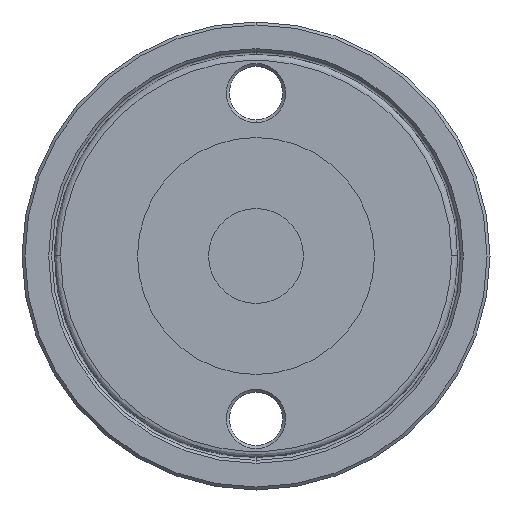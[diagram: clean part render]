
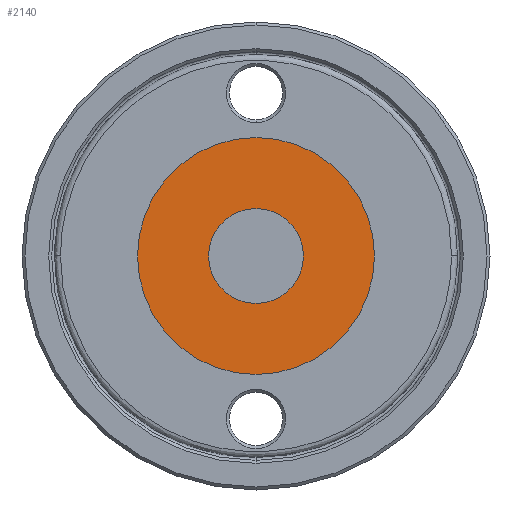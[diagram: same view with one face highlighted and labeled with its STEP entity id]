
A CAD part, front view. The second image highlights one B-rep face of the part: STEP entity #2140.
In plain terms, the highlighted face is planar.
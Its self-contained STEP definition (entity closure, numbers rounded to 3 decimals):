
#156 = CARTESIAN_POINT ( 'NONE',  ( 0., -0.4, 0. ) ) ;
#316 = CIRCLE ( 'NONE', #2898, 8. ) ;
#652 = DIRECTION ( 'NONE',  ( -1., 0., 0. ) ) ;
#889 = CIRCLE ( 'NONE', #2284, 20. ) ;
#903 = EDGE_LOOP ( 'NONE', ( #3356, #5719 ) ) ;
#1159 = CIRCLE ( 'NONE', #4562, 8. ) ;
#1294 = CARTESIAN_POINT ( 'NONE',  ( 0., -0.4, 0. ) ) ;
#1479 = DIRECTION ( 'NONE',  ( 0., 1., 0. ) ) ;
#1484 = DIRECTION ( 'NONE',  ( 0., 1., 0. ) ) ;
#1766 = DIRECTION ( 'NONE',  ( -1., 0., 0. ) ) ;
#2037 = AXIS2_PLACEMENT_3D ( 'NONE', #4363, #1479, #4833 ) ;
#2140 = ADVANCED_FACE ( 'NONE', ( #4809, #6020 ), #5268, .T. ) ;
#2183 = CARTESIAN_POINT ( 'NONE',  ( 0., -0.4, 0. ) ) ;
#2284 = AXIS2_PLACEMENT_3D ( 'NONE', #4366, #1484, #4837 ) ;
#2655 = DIRECTION ( 'NONE',  ( -1., 0., 0. ) ) ;
#2767 = CARTESIAN_POINT ( 'NONE',  ( -20., -0.4, 0. ) ) ;
#2898 = AXIS2_PLACEMENT_3D ( 'NONE', #1294, #4641, #1766 ) ;
#2952 = VERTEX_POINT ( 'NONE', #4972 ) ;
#3355 = EDGE_CURVE ( 'NONE', #4212, #5150, #5772, .T. ) ;
#3356 = ORIENTED_EDGE ( 'NONE', *, *, #3355, .T. ) ;
#3420 = ORIENTED_EDGE ( 'NONE', *, *, #4385, .T. ) ;
#3532 = DIRECTION ( 'NONE',  ( 0., -1., 0. ) ) ;
#3886 = EDGE_CURVE ( 'NONE', #2952, #6153, #1159, .T. ) ;
#4212 = VERTEX_POINT ( 'NONE', #2767 ) ;
#4292 = CARTESIAN_POINT ( 'NONE',  ( 20., -0.4, 0. ) ) ;
#4363 = CARTESIAN_POINT ( 'NONE',  ( -8., -0.4, 0. ) ) ;
#4366 = CARTESIAN_POINT ( 'NONE',  ( 0., -0.4, 0. ) ) ;
#4385 = EDGE_CURVE ( 'NONE', #6153, #2952, #316, .T. ) ;
#4562 = AXIS2_PLACEMENT_3D ( 'NONE', #156, #3532, #652 ) ;
#4641 = DIRECTION ( 'NONE',  ( 0., -1., 0. ) ) ;
#4804 = ORIENTED_EDGE ( 'NONE', *, *, #3886, .T. ) ;
#4809 = FACE_BOUND ( 'NONE', #5396, .T. ) ;
#4833 = DIRECTION ( 'NONE',  ( -1., 0., 0. ) ) ;
#4837 = DIRECTION ( 'NONE',  ( -1., 0., 0. ) ) ;
#4972 = CARTESIAN_POINT ( 'NONE',  ( -8., -0.4, 0. ) ) ;
#5150 = VERTEX_POINT ( 'NONE', #4292 ) ;
#5268 = PLANE ( 'NONE',  #2037 ) ;
#5396 = EDGE_LOOP ( 'NONE', ( #4804, #3420 ) ) ;
#5507 = DIRECTION ( 'NONE',  ( 0., 1., 0. ) ) ;
#5570 = CARTESIAN_POINT ( 'NONE',  ( 8., -0.4, 0. ) ) ;
#5599 = EDGE_CURVE ( 'NONE', #5150, #4212, #889, .T. ) ;
#5719 = ORIENTED_EDGE ( 'NONE', *, *, #5599, .T. ) ;
#5772 = CIRCLE ( 'NONE', #5852, 20. ) ;
#5852 = AXIS2_PLACEMENT_3D ( 'NONE', #2183, #5507, #2655 ) ;
#6020 = FACE_OUTER_BOUND ( 'NONE', #903, .T. ) ;
#6153 = VERTEX_POINT ( 'NONE', #5570 ) ;
